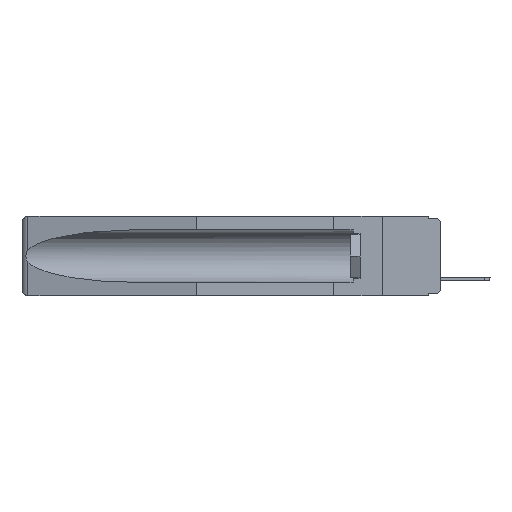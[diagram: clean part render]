
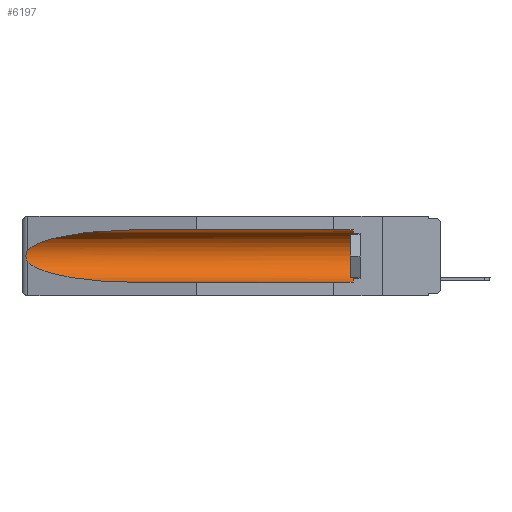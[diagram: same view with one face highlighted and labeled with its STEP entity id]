
A CAD part, left-side view. The second image highlights one B-rep face of the part: STEP entity #6197.
In plain terms, the highlighted cylindrical face has radius 2.857 mm (diameter 5.715 mm), a partial arc.
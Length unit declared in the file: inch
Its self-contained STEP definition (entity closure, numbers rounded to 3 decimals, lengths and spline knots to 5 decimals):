
#94 = AXIS2_PLACEMENT_3D ( 'NONE', #13360, #2998, #14680 ) ;
#132 = CARTESIAN_POINT ( 'NONE',  ( 0.155, 1.07973, -0.059 ) ) ;
#163 = ORIENTED_EDGE ( 'NONE', *, *, #2878, .T. ) ;
#446 = CARTESIAN_POINT ( 'NONE',  ( 0.21114, 1.30732, -0.059 ) ) ;
#486 = ORIENTED_EDGE ( 'NONE', *, *, #2024, .F. ) ;
#1445 = CARTESIAN_POINT ( 'NONE',  ( 0.25451, 1.48313, -0.24835 ) ) ;
#1570 = ORIENTED_EDGE ( 'NONE', *, *, #21437, .T. ) ;
#1729 = VERTEX_POINT ( 'NONE', #10767 ) ;
#1843 = ORIENTED_EDGE ( 'NONE', *, *, #10214, .T. ) ;
#2024 = EDGE_CURVE ( 'NONE', #1729, #5755, #18503, .T. ) ;
#2596 = CARTESIAN_POINT ( 'NONE',  ( 0.2673, 1.53269, -0.17917 ) ) ;
#2878 = EDGE_CURVE ( 'NONE', #5522, #5755, #17401, .T. ) ;
#2998 = DIRECTION ( 'NONE',  ( 0., 1., 0. ) ) ;
#3365 = EDGE_CURVE ( 'NONE', #12472, #14038, #6617, .T. ) ;
#3436 = FACE_OUTER_BOUND ( 'NONE', #16642, .T. ) ;
#4043 = CARTESIAN_POINT ( 'NONE',  ( 0.155, 0.126, -0.1715 ) ) ;
#4128 = CARTESIAN_POINT ( 'NONE',  ( 0.2675, 1.53308, -0.16763 ) ) ;
#4762 = AXIS2_PLACEMENT_3D ( 'NONE', #4043, #17357, #17576 ) ;
#4850 = B_SPLINE_CURVE_WITH_KNOTS ( 'NONE', 3,
 ( #7722, #10900, #12636, #19399, #4128, #20816, #2596, #18973, #21042, #9243 ),
 .UNSPECIFIED., .F., .F.,
 ( 4, 2, 2, 2, 4 ),
 ( 0., 0.00029, 0.00058, 0.00087, 0.00117 ),
 .UNSPECIFIED. ) ;
#5027 = CARTESIAN_POINT ( 'NONE',  ( 0.26537, 1.52718, -0.19328 ) ) ;
#5522 = VERTEX_POINT ( 'NONE', #8162 ) ;
#5755 = VERTEX_POINT ( 'NONE', #6636 ) ;
#6197 = ADVANCED_FACE ( 'NONE', ( #3436 ), #14784, .F. ) ;
#6282 = ORIENTED_EDGE ( 'NONE', *, *, #20285, .T. ) ;
#6497 = CIRCLE ( 'NONE', #4762, 0.1125 ) ;
#6617 = LINE ( 'NONE', #15220, #19476 ) ;
#6636 = CARTESIAN_POINT ( 'NONE',  ( 0.155, 1.07973, -0.284 ) ) ;
#7640 =( BOUNDED_CURVE ( )  B_SPLINE_CURVE ( 3, ( #17239, #446, #15586, #18552 ),
 .UNSPECIFIED., .F., .F. ) 
 B_SPLINE_CURVE_WITH_KNOTS ( ( 4, 4 ),
 ( 4.71239, 6.08839 ),
 .UNSPECIFIED. ) 
 CURVE ( )  GEOMETRIC_REPRESENTATION_ITEM ( )  RATIONAL_B_SPLINE_CURVE ( ( 1., 0.848, 0.848, 1. ) ) 
 REPRESENTATION_ITEM ( '' )  );
#7722 = CARTESIAN_POINT ( 'NONE',  ( 0.26537, 1.52718, -0.14972 ) ) ;
#8162 = CARTESIAN_POINT ( 'NONE',  ( 0.26537, 1.52718, -0.19328 ) ) ;
#9243 = CARTESIAN_POINT ( 'NONE',  ( 0.26537, 1.52718, -0.19328 ) ) ;
#9976 = CARTESIAN_POINT ( 'NONE',  ( 0.155, 0.126, -0.059 ) ) ;
#10096 = VERTEX_POINT ( 'NONE', #17041 ) ;
#10202 = CARTESIAN_POINT ( 'NONE',  ( 0.155, -0.30754, -0.284 ) ) ;
#10214 = EDGE_CURVE ( 'NONE', #1729, #12472, #6497, .T. ) ;
#10767 = CARTESIAN_POINT ( 'NONE',  ( 0.155, 0.126, -0.284 ) ) ;
#10900 = CARTESIAN_POINT ( 'NONE',  ( 0.26597, 1.52961, -0.15275 ) ) ;
#11608 = ORIENTED_EDGE ( 'NONE', *, *, #3365, .T. ) ;
#12472 = VERTEX_POINT ( 'NONE', #9976 ) ;
#12636 = CARTESIAN_POINT ( 'NONE',  ( 0.26654, 1.53092, -0.15636 ) ) ;
#12691 = VECTOR ( 'NONE', #14895, 39.37008 ) ;
#13205 = CARTESIAN_POINT ( 'NONE',  ( 0.155, 1.07973, -0.284 ) ) ;
#13360 = CARTESIAN_POINT ( 'NONE',  ( 0.155, -0.30754, -0.1715 ) ) ;
#13693 = DIRECTION ( 'NONE',  ( 0., 1., 0. ) ) ;
#14038 = VERTEX_POINT ( 'NONE', #132 ) ;
#14680 = DIRECTION ( 'NONE',  ( 0., 0., 1. ) ) ;
#14784 = CYLINDRICAL_SURFACE ( 'NONE', #94, 0.1125 ) ;
#14895 = DIRECTION ( 'NONE',  ( 0., 1., 0. ) ) ;
#15220 = CARTESIAN_POINT ( 'NONE',  ( 0.155, -0.30754, -0.059 ) ) ;
#15586 = CARTESIAN_POINT ( 'NONE',  ( 0.25451, 1.48313, -0.09465 ) ) ;
#16642 = EDGE_LOOP ( 'NONE', ( #1570, #6282, #163, #486, #1843, #11608 ) ) ;
#17041 = CARTESIAN_POINT ( 'NONE',  ( 0.26537, 1.52718, -0.14972 ) ) ;
#17239 = CARTESIAN_POINT ( 'NONE',  ( 0.155, 1.07973, -0.059 ) ) ;
#17357 = DIRECTION ( 'NONE',  ( 0., -1., 0. ) ) ;
#17401 =( BOUNDED_CURVE ( )  B_SPLINE_CURVE ( 3, ( #5027, #1445, #18015, #13205 ),
 .UNSPECIFIED., .F., .F. ) 
 B_SPLINE_CURVE_WITH_KNOTS ( ( 4, 4 ),
 ( 0.1948, 1.5708 ),
 .UNSPECIFIED. ) 
 CURVE ( )  GEOMETRIC_REPRESENTATION_ITEM ( )  RATIONAL_B_SPLINE_CURVE ( ( 1., 0.848, 0.848, 1. ) ) 
 REPRESENTATION_ITEM ( '' )  );
#17576 = DIRECTION ( 'NONE',  ( 0., 0., 1. ) ) ;
#18015 = CARTESIAN_POINT ( 'NONE',  ( 0.21114, 1.30732, -0.284 ) ) ;
#18503 = LINE ( 'NONE', #10202, #12691 ) ;
#18552 = CARTESIAN_POINT ( 'NONE',  ( 0.26537, 1.52718, -0.14972 ) ) ;
#18973 = CARTESIAN_POINT ( 'NONE',  ( 0.26655, 1.53094, -0.18657 ) ) ;
#19399 = CARTESIAN_POINT ( 'NONE',  ( 0.2673, 1.5327, -0.16383 ) ) ;
#19476 = VECTOR ( 'NONE', #13693, 39.37008 ) ;
#20285 = EDGE_CURVE ( 'NONE', #10096, #5522, #4850, .T. ) ;
#20816 = CARTESIAN_POINT ( 'NONE',  ( 0.2675, 1.53308, -0.17534 ) ) ;
#21042 = CARTESIAN_POINT ( 'NONE',  ( 0.26597, 1.5296, -0.19026 ) ) ;
#21437 = EDGE_CURVE ( 'NONE', #14038, #10096, #7640, .T. ) ;
